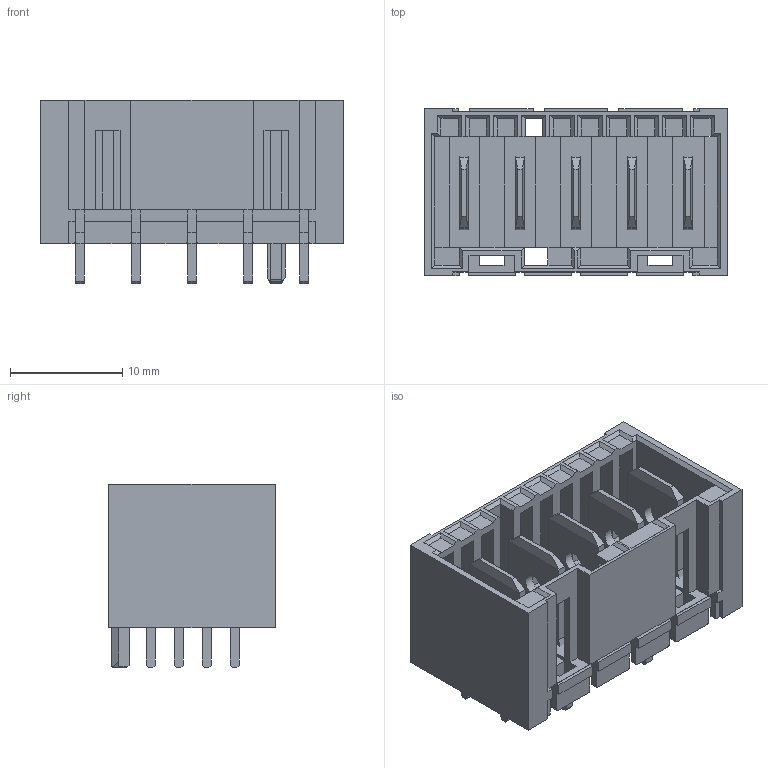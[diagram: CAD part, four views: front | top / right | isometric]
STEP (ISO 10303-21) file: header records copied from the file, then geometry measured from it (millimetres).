
FILE_DESCRIPTION(/* description */ ('Unknown'),/* implementation_level */ '2;1');
FILE_NAME(/* name */ '637101110205',/* time_stamp */ '2025-05-23T15:10:52+02:00',/* author */ ('Unknown'),/* organization */ ('Unknown'),/* preprocessor_version */ 'ST-DEVELOPER v19.4',/* originating_system */ 'Solid Edge',/* authorisation */ 'Unknown');
FILE_SCHEMA (('AUTOMOTIVE_DESIGN {1 0 10303 214 3 1 1}'));
Length unit declared in the file: millimetre
Products named in the file (3): 63710111xxxx; 637101110205; 63710111xxxx_Blade
Assembly tree (6 placements, depth 2):
  63710111xxxx
    637101110205
    63710111xxxx_Blade  x5
Bounding box: 27 x 14.9 x 16.4 mm (x, y, z)
Volume: 1733 mm3; surface area: 4707.9 mm2
Topology: 6 solids, 6 shells, 642 faces, 1876 edges, 1219 vertices
Faces by surface type: plane 597, cylinder 45
Full cylindrical faces by diameter (mm): 2 x5
Entity records: 15439 total; most frequent: ORIENTED_EDGE 2766, CARTESIAN_POINT 2751, DIRECTION 2389, EDGE_CURVE 1383, LINE 1331, VECTOR 1331, VERTEX_POINT 891, AXIS2_PLACEMENT_3D 529
